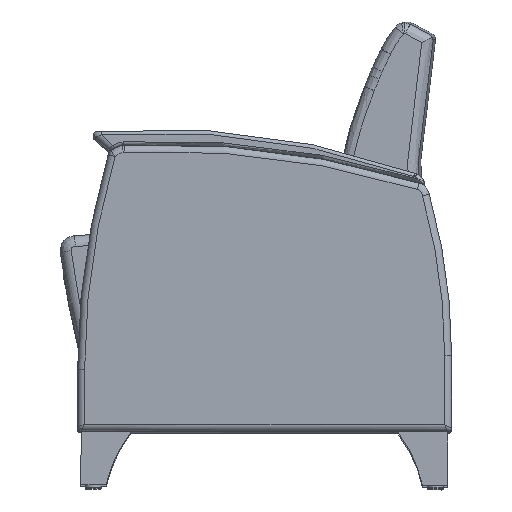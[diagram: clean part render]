
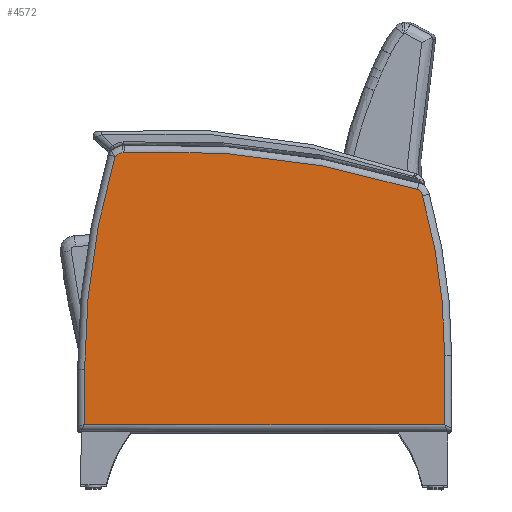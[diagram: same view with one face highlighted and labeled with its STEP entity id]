
A CAD part, top view. The second image highlights one B-rep face of the part: STEP entity #4572.
In plain terms, the highlighted planar face has unit normal (0, 0, 1).
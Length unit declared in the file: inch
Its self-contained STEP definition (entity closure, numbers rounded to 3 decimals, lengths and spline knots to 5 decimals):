
#193=PLANE('',#5115);
#761=FACE_OUTER_BOUND('',#1075,.T.);
#1075=EDGE_LOOP('',(#3798,#3799,#3800,#3801,#3802,#3803,#3804,#3805,#3806,
#3807));
#1292=LINE('',#10988,#1464);
#1293=LINE('',#11005,#1465);
#1295=LINE('',#11047,#1467);
#1464=VECTOR('',#6085,0.3937);
#1465=VECTOR('',#6094,0.3937);
#1467=VECTOR('',#6130,0.3937);
#1725=CIRCLE('',#5081,0.01);
#1729=CIRCLE('',#5087,53.60447);
#1732=CIRCLE('',#5092,1.37874);
#1735=CIRCLE('',#5096,0.51);
#1738=CIRCLE('',#5100,59.51);
#1740=CIRCLE('',#5103,0.51);
#1742=CIRCLE('',#5107,40.34554);
#2087=VERTEX_POINT('',#10819);
#2096=VERTEX_POINT('',#10931);
#2099=VERTEX_POINT('',#10960);
#2100=VERTEX_POINT('',#10961);
#2104=VERTEX_POINT('',#10992);
#2105=VERTEX_POINT('',#11008);
#2107=VERTEX_POINT('',#11014);
#2109=VERTEX_POINT('',#11020);
#2112=VERTEX_POINT('',#11028);
#2113=VERTEX_POINT('',#11045);
#2676=EDGE_CURVE('',#2099,#2100,#1725,.T.);
#2680=EDGE_CURVE('',#2087,#2096,#1292,.T.);
#2683=EDGE_CURVE('',#2104,#2099,#1729,.T.);
#2684=EDGE_CURVE('',#2096,#2104,#1293,.T.);
#2688=EDGE_CURVE('',#2100,#2105,#1732,.T.);
#2691=EDGE_CURVE('',#2105,#2107,#1735,.T.);
#2694=EDGE_CURVE('',#2107,#2109,#1738,.T.);
#2696=EDGE_CURVE('',#2109,#2112,#1740,.T.);
#2699=EDGE_CURVE('',#2113,#2087,#1295,.T.);
#2700=EDGE_CURVE('',#2112,#2113,#1742,.T.);
#3798=ORIENTED_EDGE('',*,*,#2680,.F.);
#3799=ORIENTED_EDGE('',*,*,#2699,.F.);
#3800=ORIENTED_EDGE('',*,*,#2700,.F.);
#3801=ORIENTED_EDGE('',*,*,#2696,.F.);
#3802=ORIENTED_EDGE('',*,*,#2694,.F.);
#3803=ORIENTED_EDGE('',*,*,#2691,.F.);
#3804=ORIENTED_EDGE('',*,*,#2688,.F.);
#3805=ORIENTED_EDGE('',*,*,#2676,.F.);
#3806=ORIENTED_EDGE('',*,*,#2683,.F.);
#3807=ORIENTED_EDGE('',*,*,#2684,.F.);
#4572=ADVANCED_FACE('',(#761),#193,.T.);
#5081=AXIS2_PLACEMENT_3D('',#10962,#6077,#6078);
#5087=AXIS2_PLACEMENT_3D('',#11003,#6090,#6091);
#5092=AXIS2_PLACEMENT_3D('',#11012,#6102,#6103);
#5096=AXIS2_PLACEMENT_3D('',#11018,#6110,#6111);
#5100=AXIS2_PLACEMENT_3D('',#11024,#6118,#6119);
#5103=AXIS2_PLACEMENT_3D('',#11029,#6124,#6125);
#5107=AXIS2_PLACEMENT_3D('',#11049,#6133,#6134);
#5115=AXIS2_PLACEMENT_3D('',#11063,#6152,#6153);
#6077=DIRECTION('center_axis',(0.,0.,-1.));
#6078=DIRECTION('ref_axis',(-0.844,0.537,0.));
#6085=DIRECTION('',(-1.,0.,0.));
#6090=DIRECTION('center_axis',(0.,0.,-1.));
#6091=DIRECTION('ref_axis',(-0.99,0.14,0.));
#6094=DIRECTION('',(0.,1.,0.));
#6102=DIRECTION('center_axis',(0.,0.,-1.));
#6103=DIRECTION('ref_axis',(-0.425,0.905,0.));
#6110=DIRECTION('center_axis',(0.,0.,-1.));
#6111=DIRECTION('ref_axis',(-0.128,0.992,0.));
#6118=DIRECTION('center_axis',(0.,0.,-1.));
#6119=DIRECTION('ref_axis',(0.124,0.992,0.));
#6124=DIRECTION('center_axis',(0.,0.,-1.));
#6125=DIRECTION('ref_axis',(0.761,0.649,0.));
#6130=DIRECTION('',(0.,-1.,0.));
#6133=DIRECTION('center_axis',(0.,0.,-1.));
#6134=DIRECTION('ref_axis',(0.99,0.139,0.));
#6152=DIRECTION('center_axis',(0.,0.,1.));
#6153=DIRECTION('ref_axis',(1.,0.,0.));
#10819=CARTESIAN_POINT('',(10.90024,1.87751,2.75));
#10931=CARTESIAN_POINT('',(-14.26196,1.87751,2.75));
#10960=CARTESIAN_POINT('',(-12.1622,20.60571,2.75));
#10961=CARTESIAN_POINT('',(-12.15843,20.61408,2.75));
#10962=CARTESIAN_POINT('Origin',(-12.15221,20.60625,2.75));
#10988=CARTESIAN_POINT('',(5.3351,1.87751,2.75));
#10992=CARTESIAN_POINT('',(-14.26196,5.72415,2.75));
#11003=CARTESIAN_POINT('Origin',(39.34251,5.74957,2.75));
#11005=CARTESIAN_POINT('',(-14.26196,5.41302,2.75));
#11008=CARTESIAN_POINT('',(-11.58595,20.88307,2.75));
#11012=CARTESIAN_POINT('Origin',(-11.3015,19.534,2.75));
#11014=CARTESIAN_POINT('',(-11.50601,20.89342,2.75));
#11018=CARTESIAN_POINT('Origin',(-11.48073,20.38404,2.75));
#11020=CARTESIAN_POINT('',(8.96825,18.32805,2.75));
#11024=CARTESIAN_POINT('Origin',(-8.55543,-38.54339,2.75));
#11028=CARTESIAN_POINT('',(9.32631,17.88314,2.75));
#11029=CARTESIAN_POINT('Origin',(8.81808,17.84066,2.75));
#11045=CARTESIAN_POINT('',(10.90024,6.72403,2.75));
#11047=CARTESIAN_POINT('',(10.90024,8.58129,2.75));
#11049=CARTESIAN_POINT('Origin',(-29.4453,6.72403,2.75));
#11063=CARTESIAN_POINT('Origin',(-1.61059,10.43854,2.75));
